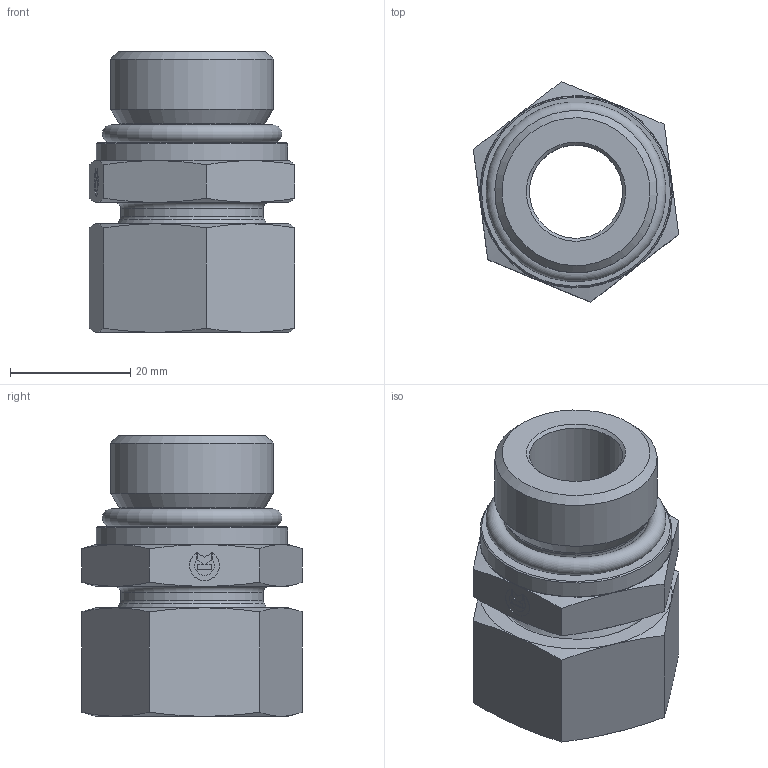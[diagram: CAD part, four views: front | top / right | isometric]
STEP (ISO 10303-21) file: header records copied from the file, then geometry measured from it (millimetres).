
FILE_DESCRIPTION((''),'2;1');
FILE_NAME('18118111626.stp','2014-09-18T11:43:56',(''),('KNOMI spol. s r. o.'),'Autodesk Inventor 2012','Autodesk Inventor 2012','');
FILE_SCHEMA(('AUTOMOTIVE_DESIGN { 1 2 10303 214 0 1 1 1 }'));
Length unit declared in the file: millimetre
Products named in the file (6): PHK-UNF 18L   1 1/16- 12UN / M26; 3911826; 40118; PHFUNF; 17318111626; 606234729590
Assembly tree (5 placements, depth 3):
  PHK-UNF 18L   1 1/16- 12UN / M26
    3911826
    40118
    PHFUNF
      17318111626
      606234729590
Bounding box: 34.13 x 36.64 x 46.6 mm (x, y, z)
Volume: 25023.9 mm3; surface area: 13003.4 mm2
Topology: 4 solids, 4 shells, 112 faces, 255 edges, 157 vertices
Faces by surface type: plane 52, cone 38, cylinder 16, torus 6
Full cylindrical faces by diameter (mm): 15.5 x1, 18 x3, 20.3 x1, 23 x1, 23.7 x1, 24 x1, 24.376 x1, 26 x1, 26.988 x1, 31.8 x1
Entity records: 3136 total; most frequent: CARTESIAN_POINT 582, DIRECTION 486, ORIENTED_EDGE 430, EDGE_CURVE 215, AXIS2_PLACEMENT_3D 196, EDGE_LOOP 157, VERTEX_POINT 148, STYLED_ITEM 116
